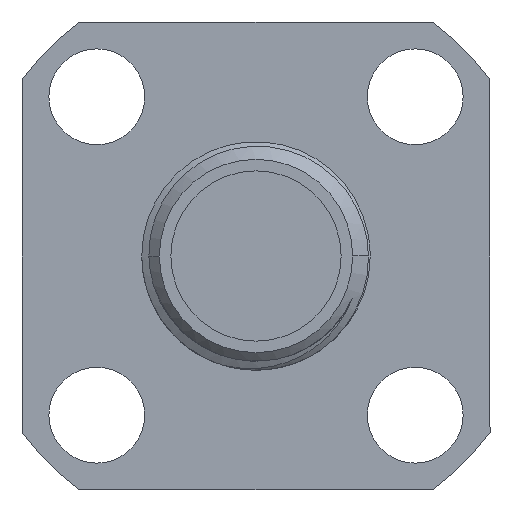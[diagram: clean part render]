
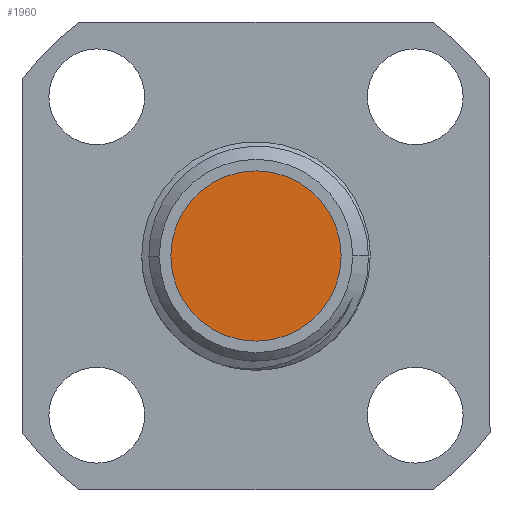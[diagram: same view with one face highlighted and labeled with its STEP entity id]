
A CAD part, left-side view. The second image highlights one B-rep face of the part: STEP entity #1960.
In plain terms, the highlighted planar face has unit normal (-1, 0, 0).
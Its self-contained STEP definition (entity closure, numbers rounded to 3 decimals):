
#175 = CARTESIAN_POINT ( 'NONE',  ( 1.9, 0., 0. ) ) ;
#233 = VERTEX_POINT ( 'NONE', #2300 ) ;
#268 = AXIS2_PLACEMENT_3D ( 'NONE', #175, #2561, #3749 ) ;
#309 = DIRECTION ( 'NONE',  ( 1., 0., 0. ) ) ;
#363 = FACE_OUTER_BOUND ( 'NONE', #1403, .T. ) ;
#653 = PLANE ( 'NONE',  #2391 ) ;
#946 = AXIS2_PLACEMENT_3D ( 'NONE', #2733, #3634, #3166 ) ;
#1047 = ORIENTED_EDGE ( 'NONE', *, *, #3342, .T. ) ;
#1143 = CIRCLE ( 'NONE', #946, 2.31 ) ;
#1161 = ORIENTED_EDGE ( 'NONE', *, *, #1677, .T. ) ;
#1271 = CARTESIAN_POINT ( 'NONE',  ( 1.9, 0., 0. ) ) ;
#1403 = EDGE_LOOP ( 'NONE', ( #1047, #1161 ) ) ;
#1552 = VERTEX_POINT ( 'NONE', #1685 ) ;
#1677 = EDGE_CURVE ( 'NONE', #233, #1552, #1143, .T. ) ;
#1685 = CARTESIAN_POINT ( 'NONE',  ( 1.9, 0., 2.31 ) ) ;
#1854 = DIRECTION ( 'NONE',  ( 0., 0., -1. ) ) ;
#1960 = ADVANCED_FACE ( 'NONE', ( #363 ), #653, .F. ) ;
#2300 = CARTESIAN_POINT ( 'NONE',  ( 1.9, 0., -2.31 ) ) ;
#2391 = AXIS2_PLACEMENT_3D ( 'NONE', #1271, #309, #1854 ) ;
#2561 = DIRECTION ( 'NONE',  ( -1., 0., 0. ) ) ;
#2733 = CARTESIAN_POINT ( 'NONE',  ( 1.9, 0., 0. ) ) ;
#2761 = CIRCLE ( 'NONE', #268, 2.31 ) ;
#3166 = DIRECTION ( 'NONE',  ( 0., 0., 1. ) ) ;
#3342 = EDGE_CURVE ( 'NONE', #1552, #233, #2761, .T. ) ;
#3634 = DIRECTION ( 'NONE',  ( -1., 0., 0. ) ) ;
#3749 = DIRECTION ( 'NONE',  ( 0., 0., 1. ) ) ;
